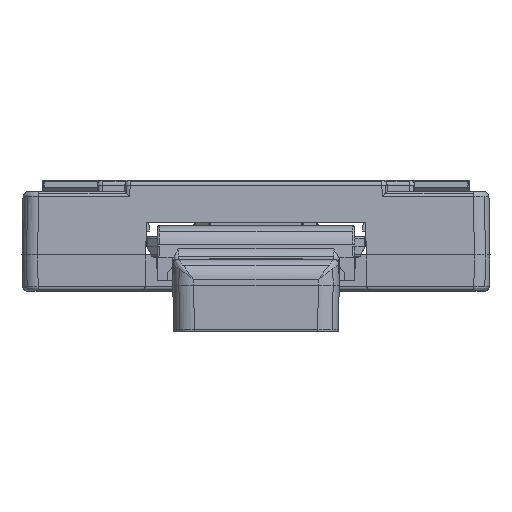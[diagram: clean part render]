
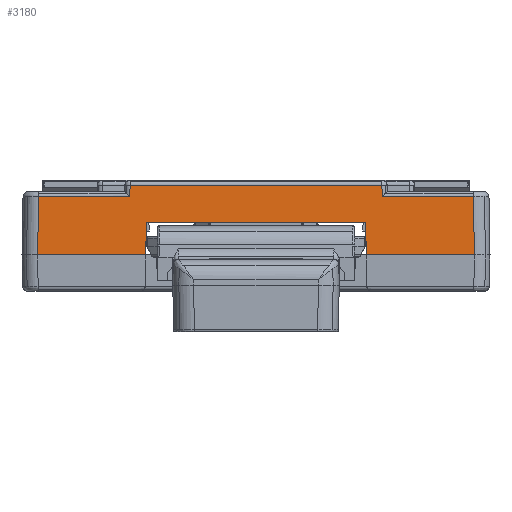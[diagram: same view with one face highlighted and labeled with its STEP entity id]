
A CAD part, front view. The second image highlights one B-rep face of the part: STEP entity #3180.
In plain terms, the highlighted planar face has unit normal (0, -1, 0.018).
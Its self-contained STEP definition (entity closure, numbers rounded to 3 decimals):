
#3180=ADVANCED_FACE('',(#7112),#7113,.T.);
#7112=FACE_OUTER_BOUND('',#12651,.T.);
#7113=PLANE('',#12652);
#12651=EDGE_LOOP('',(#24467,#24468,#24469,#24470,#24471,#24472,#24473,#24474,#24475,
     #24476,#24477,#24478));
#12652=AXIS2_PLACEMENT_3D('',#24479,#24480,#24481);
#24467=ORIENTED_EDGE('',*,*,#34463,.T.);
#24468=ORIENTED_EDGE('',*,*,#31608,.F.);
#24469=ORIENTED_EDGE('',*,*,#34488,.T.);
#24470=ORIENTED_EDGE('',*,*,#34489,.T.);
#24471=ORIENTED_EDGE('',*,*,#34490,.T.);
#24472=ORIENTED_EDGE('',*,*,#34491,.T.);
#24473=ORIENTED_EDGE('',*,*,#34492,.T.);
#24474=ORIENTED_EDGE('',*,*,#34493,.F.);
#24475=ORIENTED_EDGE('',*,*,#34410,.T.);
#24476=ORIENTED_EDGE('',*,*,#34146,.F.);
#24477=ORIENTED_EDGE('',*,*,#34151,.F.);
#24478=ORIENTED_EDGE('',*,*,#31939,.F.);
#24479=CARTESIAN_POINT('',(22.5,-30.061,0.001));
#24480=DIRECTION('',(0.0,-1.,0.017));
#24481=DIRECTION('',(-1.0,0.0,0.0));
#31608=EDGE_CURVE('',#37083,#37209,#37210,.T.);
#31939=EDGE_CURVE('',#37771,#37773,#37774,.T.);
#34146=EDGE_CURVE('',#40990,#40995,#40996,.T.);
#34151=EDGE_CURVE('',#37773,#40990,#41001,.T.);
#34410=EDGE_CURVE('',#41335,#40995,#41336,.T.);
#34463=EDGE_CURVE('',#37771,#37209,#41399,.T.);
#34488=EDGE_CURVE('',#37083,#41426,#41427,.T.);
#34489=EDGE_CURVE('',#41426,#41428,#41429,.F.);
#34490=EDGE_CURVE('',#41428,#41430,#41431,.F.);
#34491=EDGE_CURVE('',#41430,#41432,#41433,.F.);
#34492=EDGE_CURVE('',#41432,#41434,#41435,.T.);
#34493=EDGE_CURVE('',#41335,#41434,#41436,.T.);
#37083=VERTEX_POINT('',#45051);
#37209=VERTEX_POINT('',#45211);
#37210=LINE('',#45212,#45213);
#37771=VERTEX_POINT('',#45973);
#37773=VERTEX_POINT('',#45975);
#37774=LINE('',#45976,#45977);
#40990=VERTEX_POINT('',#50826);
#40995=VERTEX_POINT('',#50831);
#40996=LINE('',#50832,#50833);
#41001=LINE('',#50839,#50840);
#41335=VERTEX_POINT('',#51375);
#41336=LINE('',#51376,#51377);
#41399=LINE('',#51454,#51455);
#41426=VERTEX_POINT('',#51491);
#41427=LINE('',#51492,#51493);
#41428=VERTEX_POINT('',#51494);
#41429=LINE('',#51495,#51496);
#41430=VERTEX_POINT('',#51497);
#41431=LINE('',#51498,#51499);
#41432=VERTEX_POINT('',#51500);
#41433=LINE('',#51501,#51502);
#41434=VERTEX_POINT('',#51503);
#41435=LINE('',#51504,#51505);
#41436=LINE('',#51506,#51507);
#45051=CARTESIAN_POINT('',(-21.,-30.0,3.5));
#45211=CARTESIAN_POINT('',(-20.902,-29.902,9.109));
#45212=CARTESIAN_POINT('',(-21.,-30.0,3.5));
#45213=VECTOR('',#93059,5.61);
#45973=CARTESIAN_POINT('',(-12.128,-29.902,9.109));
#45975=CARTESIAN_POINT('',(-12.109,-29.883,10.209));
#45976=CARTESIAN_POINT('',(-12.128,-29.902,9.109));
#45977=VECTOR('',#93589,1.1);
#50826=CARTESIAN_POINT('',(12.109,-29.883,10.209));
#50831=CARTESIAN_POINT('',(12.128,-29.902,9.109));
#50832=CARTESIAN_POINT('',(12.109,-29.883,10.209));
#50833=VECTOR('',#96704,1.1);
#50839=CARTESIAN_POINT('',(-12.109,-29.883,10.209));
#50840=VECTOR('',#96709,24.217);
#51375=CARTESIAN_POINT('',(20.902,-29.902,9.109));
#51376=CARTESIAN_POINT('',(20.902,-29.902,9.109));
#51377=VECTOR('',#97040,8.774);
#51454=CARTESIAN_POINT('',(-12.128,-29.902,9.109));
#51455=VECTOR('',#97112,8.774);
#51491=CARTESIAN_POINT('',(-10.6,-30.0,3.5));
#51492=CARTESIAN_POINT('',(-21.,-30.0,3.5));
#51493=VECTOR('',#97134,10.4);
#51494=CARTESIAN_POINT('',(-10.546,-29.946,6.6));
#51495=CARTESIAN_POINT('',(-10.546,-29.946,6.6));
#51496=VECTOR('',#97135,3.101);
#51497=CARTESIAN_POINT('',(10.546,-29.946,6.6));
#51498=CARTESIAN_POINT('',(10.546,-29.946,6.6));
#51499=VECTOR('',#97136,21.092);
#51500=CARTESIAN_POINT('',(10.6,-30.0,3.5));
#51501=CARTESIAN_POINT('',(10.6,-30.0,3.5));
#51502=VECTOR('',#97137,3.101);
#51503=CARTESIAN_POINT('',(21.,-30.0,3.5));
#51504=CARTESIAN_POINT('',(10.6,-30.0,3.5));
#51505=VECTOR('',#97138,10.4);
#51506=CARTESIAN_POINT('',(20.902,-29.902,9.109));
#51507=VECTOR('',#97139,5.61);
#93059=DIRECTION('',(0.017,0.017,1.));
#93589=DIRECTION('',(0.017,0.017,1.));
#96704=DIRECTION('',(0.017,-0.017,-1.));
#96709=DIRECTION('',(1.0,0.0,0.0));
#97040=DIRECTION('',(-1.0,0.0,0.0));
#97112=DIRECTION('',(-1.0,0.0,0.0));
#97134=DIRECTION('',(1.0,0.0,0.0));
#97135=DIRECTION('',(-0.017,-0.017,-1.));
#97136=DIRECTION('',(-1.0,0.0,0.0));
#97137=DIRECTION('',(-0.017,0.017,1.));
#97138=DIRECTION('',(1.0,0.0,0.0));
#97139=DIRECTION('',(0.017,-0.017,-1.));
